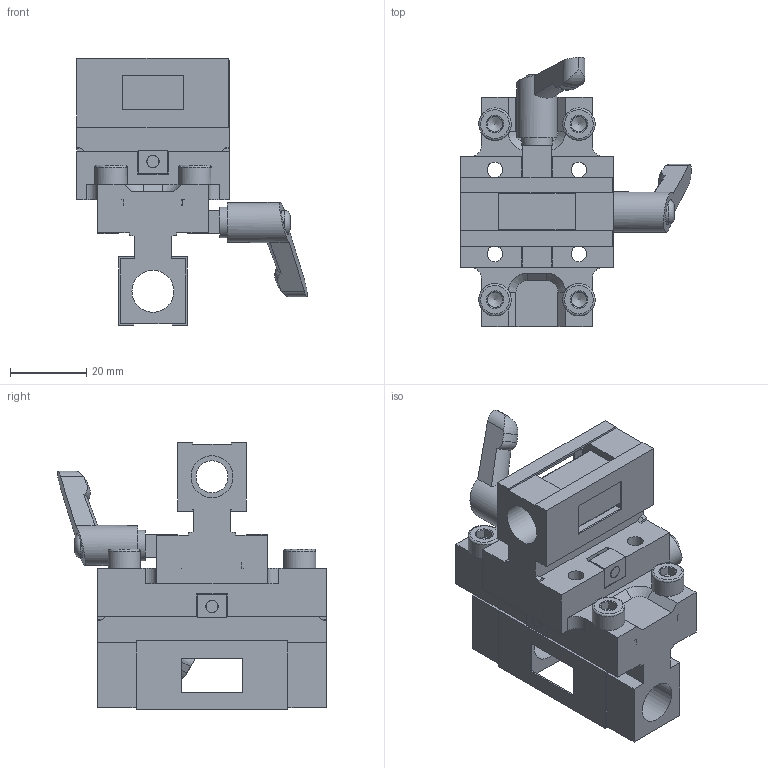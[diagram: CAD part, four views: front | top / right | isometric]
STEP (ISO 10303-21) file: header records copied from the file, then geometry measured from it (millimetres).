
FILE_DESCRIPTION(/* description */ ('Unknown'),/* implementation_level */ '2;1');
FILE_NAME(/* name */ 'A-0000187-Kreuzschlitten30-60x40',/* time_stamp */ '2020-04-02T16:54:36+02:00',/* author */ ('Unknown'),/* organization */ ('Unknown'),/* preprocessor_version */ 'ST-DEVELOPER v16.7',/* originating_system */ 'Solid Edge',/* authorisation */ 'Unknown');
FILE_SCHEMA (('AUTOMOTIVE_DESIGN {1 0 10303 214 3 1 1}'));
Length unit declared in the file: millimetre
Products named in the file (1): A-0000187-Kreuzschlitten30-60x40-dy
Bounding box: 60.48 x 70.48 x 70 mm (x, y, z)
Volume: 59500.6 mm3; surface area: 27419.9 mm2
Topology: 1 solids, 11 shells, 704 faces, 1948 edges, 1256 vertices
Faces by surface type: plane 432, cylinder 165, cone 89, torus 18
Full cylindrical faces by diameter (mm): 3.242 x2, 4 x8, 4.134 x12, 4.5 x2, 5 x4, 5.2 x4, 5.3 x4, 6.3 x2, 6.5 x2, 8 x2, 8.376 x1, 8.5 x4, 10.5 x2, 11 x4
Entity records: 26472 total; most frequent: CARTESIAN_POINT 4425, ORIENTED_EDGE 3514, DIRECTION 3472, EDGE_CURVE 1757, AXIS2_PLACEMENT_3D 1214, VERTEX_POINT 1174, LINE 1044, VECTOR 1044
